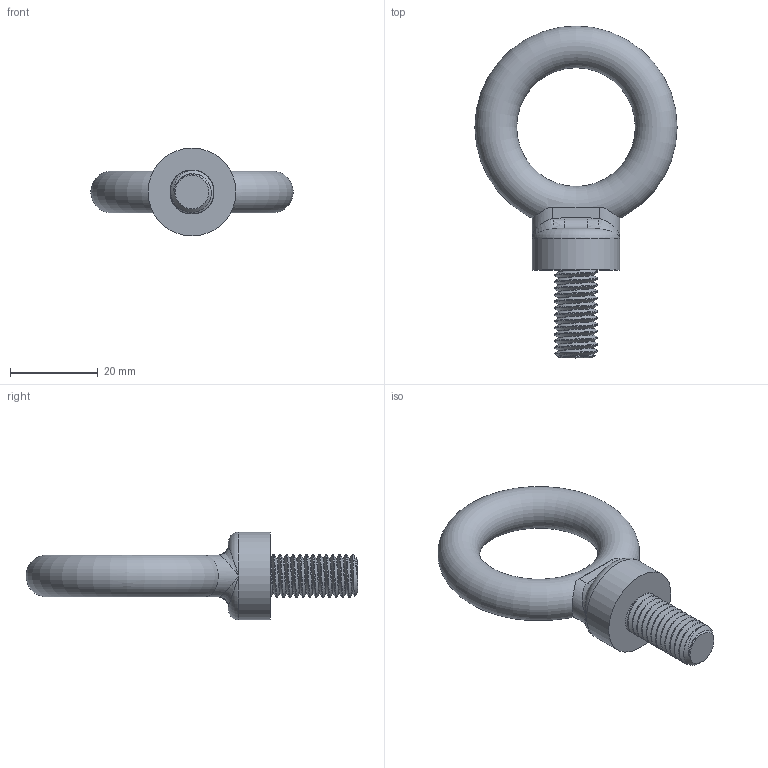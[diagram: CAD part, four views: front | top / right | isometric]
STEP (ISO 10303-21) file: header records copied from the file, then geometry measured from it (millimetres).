
FILE_DESCRIPTION(('FreeCAD Model'),'2;1');
FILE_NAME('Open CASCADE Shape Model','2024-11-01T20:21:55',(''),(''), 'Open CASCADE STEP processor 7.6','FreeCAD','Unknown');
FILE_SCHEMA(('AUTOMOTIVE_DESIGN { 1 0 10303 214 1 1 1 1 }'));
Length unit declared in the file: millimetre
Products named in the file (2): steelEyeM10x20; 3040T14_Steel Eyebolt -for Lifting
Assembly tree (1 placements, depth 2):
  steelEyeM10x20
    3040T14_Steel Eyebolt -for Lifting
Bounding box: 46 x 75.5 x 20 mm (x, y, z)
Volume: 12625.3 mm3; surface area: 5320.8 mm2
Topology: 1 solids, 1 shells, 45 faces, 115 edges, 68 vertices
Faces by surface type: cylinder 19, bspline 11, plane 10, torus 3, cone 2
Full cylindrical faces by diameter (mm): 10 x12, 20 x1
Entity records: 15704 total; most frequent: CARTESIAN_POINT 13772, DIRECTION 247, ORIENTED_EDGE 222, PCURVE 222, DEFINITIONAL_REPRESENTATION 222, B_SPLINE_CURVE_WITH_KNOTS 180, LINE 117, VECTOR 117
